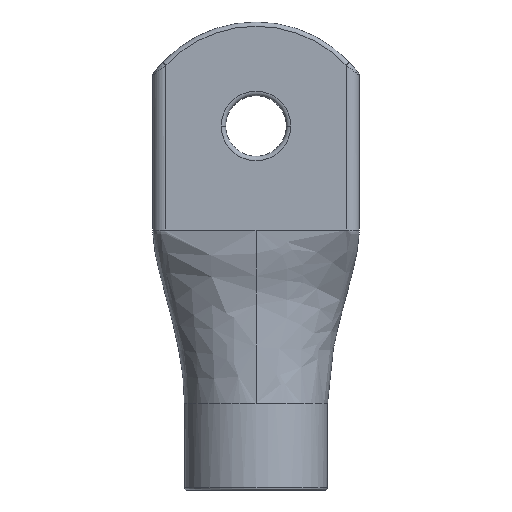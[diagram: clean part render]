
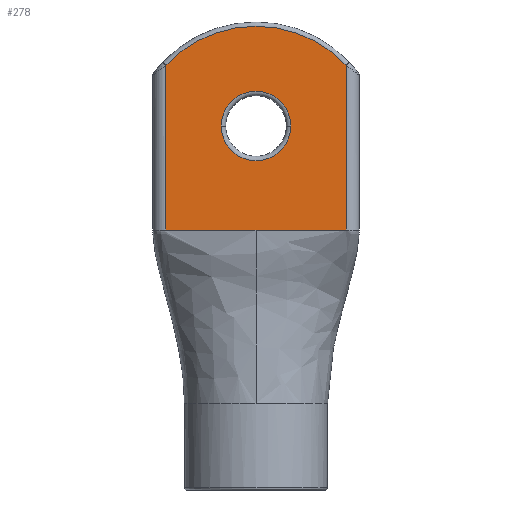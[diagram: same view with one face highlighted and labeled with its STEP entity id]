
A CAD part, front view. The second image highlights one B-rep face of the part: STEP entity #278.
In plain terms, the highlighted planar face has unit normal (0, -1, 0).
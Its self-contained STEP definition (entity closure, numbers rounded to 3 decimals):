
#25 = CARTESIAN_POINT ( 'NONE',  ( 10.4, 0., 24. ) ) ;
#196 = EDGE_LOOP ( 'NONE', ( #12710, #579 ) ) ;
#278 = ADVANCED_FACE ( 'NONE', ( #12566, #9815 ), #13081, .F. ) ;
#279 = LINE ( 'NONE', #25, #10149 ) ;
#438 = ORIENTED_EDGE ( 'NONE', *, *, #7709, .T. ) ;
#473 = AXIS2_PLACEMENT_3D ( 'NONE', #4162, #11280, #4068 ) ;
#550 = LINE ( 'NONE', #10653, #5623 ) ;
#579 = ORIENTED_EDGE ( 'NONE', *, *, #1015, .T. ) ;
#840 = DIRECTION ( 'NONE',  ( 1., 0., 0. ) ) ;
#1015 = EDGE_CURVE ( 'NONE', #3631, #5596, #6618, .T. ) ;
#1104 = CARTESIAN_POINT ( 'NONE',  ( 0., 0., 12. ) ) ;
#1278 = ORIENTED_EDGE ( 'NONE', *, *, #8344, .T. ) ;
#1634 = ORIENTED_EDGE ( 'NONE', *, *, #11189, .T. ) ;
#1682 = VECTOR ( 'NONE', #840, 1000. ) ;
#2009 = DIRECTION ( 'NONE',  ( -1., 0., 0. ) ) ;
#2013 = AXIS2_PLACEMENT_3D ( 'NONE', #4926, #3002, #10135 ) ;
#2086 = CARTESIAN_POINT ( 'NONE',  ( -10.4, 0., 0. ) ) ;
#2276 = EDGE_CURVE ( 'NONE', #5596, #3631, #6596, .T. ) ;
#2389 = AXIS2_PLACEMENT_3D ( 'NONE', #6081, #6038, #2009 ) ;
#2454 = DIRECTION ( 'NONE',  ( -1., 0., 0. ) ) ;
#3002 = DIRECTION ( 'NONE',  ( 0., 1., 0. ) ) ;
#3038 = EDGE_CURVE ( 'NONE', #12215, #6959, #6109, .T. ) ;
#3205 = DIRECTION ( 'NONE',  ( 0., 0., 1. ) ) ;
#3631 = VERTEX_POINT ( 'NONE', #13039 ) ;
#3654 = VERTEX_POINT ( 'NONE', #2086 ) ;
#4068 = DIRECTION ( 'NONE',  ( -1., 0., 0. ) ) ;
#4125 = CARTESIAN_POINT ( 'NONE',  ( -10.4, 0., 19.015 ) ) ;
#4162 = CARTESIAN_POINT ( 'NONE',  ( 0., 0., 12. ) ) ;
#4880 = DIRECTION ( 'NONE',  ( 0., 0., -1. ) ) ;
#4926 = CARTESIAN_POINT ( 'NONE',  ( -11.9, 0., 24. ) ) ;
#5596 = VERTEX_POINT ( 'NONE', #8700 ) ;
#5623 = VECTOR ( 'NONE', #12648, 1000. ) ;
#5684 = VERTEX_POINT ( 'NONE', #4125 ) ;
#5761 = CARTESIAN_POINT ( 'NONE',  ( -11.9, 0., 0. ) ) ;
#6038 = DIRECTION ( 'NONE',  ( 0., -1., 0. ) ) ;
#6081 = CARTESIAN_POINT ( 'NONE',  ( 0., 0., 9.199 ) ) ;
#6109 = LINE ( 'NONE', #5761, #1682 ) ;
#6333 = CARTESIAN_POINT ( 'NONE',  ( 10.4, 0., 0. ) ) ;
#6596 = CIRCLE ( 'NONE', #473, 4. ) ;
#6618 = CIRCLE ( 'NONE', #9855, 4. ) ;
#6959 = VERTEX_POINT ( 'NONE', #6333 ) ;
#7127 = CIRCLE ( 'NONE', #2389, 14.301 ) ;
#7240 = VERTEX_POINT ( 'NONE', #13244 ) ;
#7709 = EDGE_CURVE ( 'NONE', #3654, #12215, #550, .T. ) ;
#7812 = ORIENTED_EDGE ( 'NONE', *, *, #9387, .T. ) ;
#8079 = VECTOR ( 'NONE', #4880, 1000. ) ;
#8344 = EDGE_CURVE ( 'NONE', #5684, #3654, #12907, .T. ) ;
#8700 = CARTESIAN_POINT ( 'NONE',  ( -4., 0., 12. ) ) ;
#9387 = EDGE_CURVE ( 'NONE', #6959, #7240, #279, .T. ) ;
#9815 = FACE_OUTER_BOUND ( 'NONE', #10504, .T. ) ;
#9855 = AXIS2_PLACEMENT_3D ( 'NONE', #1104, #10690, #2454 ) ;
#9910 = CARTESIAN_POINT ( 'NONE',  ( 0., 0., 0. ) ) ;
#10135 = DIRECTION ( 'NONE',  ( -1., 0., 0. ) ) ;
#10149 = VECTOR ( 'NONE', #3205, 1000. ) ;
#10504 = EDGE_LOOP ( 'NONE', ( #7812, #1634, #1278, #438, #11741 ) ) ;
#10653 = CARTESIAN_POINT ( 'NONE',  ( -11.9, 0., 0. ) ) ;
#10690 = DIRECTION ( 'NONE',  ( 0., 1., 0. ) ) ;
#11189 = EDGE_CURVE ( 'NONE', #7240, #5684, #7127, .T. ) ;
#11280 = DIRECTION ( 'NONE',  ( 0., 1., 0. ) ) ;
#11741 = ORIENTED_EDGE ( 'NONE', *, *, #3038, .T. ) ;
#12057 = CARTESIAN_POINT ( 'NONE',  ( -10.4, 0., 24. ) ) ;
#12215 = VERTEX_POINT ( 'NONE', #9910 ) ;
#12566 = FACE_BOUND ( 'NONE', #196, .T. ) ;
#12648 = DIRECTION ( 'NONE',  ( 1., 0., 0. ) ) ;
#12710 = ORIENTED_EDGE ( 'NONE', *, *, #2276, .T. ) ;
#12907 = LINE ( 'NONE', #12057, #8079 ) ;
#13039 = CARTESIAN_POINT ( 'NONE',  ( 4., 0., 12. ) ) ;
#13081 = PLANE ( 'NONE',  #2013 ) ;
#13244 = CARTESIAN_POINT ( 'NONE',  ( 10.4, 0., 19.015 ) ) ;
